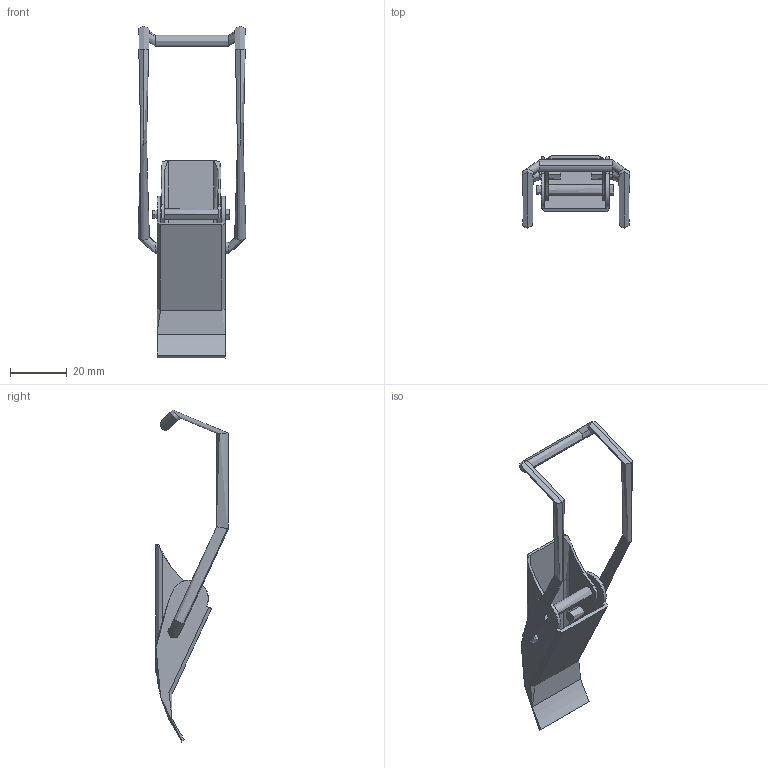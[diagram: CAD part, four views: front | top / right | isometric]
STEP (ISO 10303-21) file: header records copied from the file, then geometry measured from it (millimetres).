
FILE_DESCRIPTION( (''), '2;1');
FILE_NAME ('PC009.14932.TL-440_4269.stp','2025-09-18T14:03:39',(''),(''),'spGate 19.8.4 (****-****-****-****)','','');
FILE_SCHEMA (('AUTOMOTIVE_DESIGN'));
Length unit declared in the file: millimetre
Products named in the file (5): Assembly; レバー; シャフト; ベース; アーム
Assembly tree (4 placements, depth 2):
  Assembly
    レバー
    シャフト
    ベース
    アーム
Bounding box: 38 x 25.55 x 116.86 mm (x, y, z)
Volume: 7392.1 mm3; surface area: 10981.7 mm2
Topology: 4 solids, 4 shells, 103 faces, 288 edges, 192 vertices
Faces by surface type: cylinder 64, plane 22, bspline 17
Entity records: 6319 total; most frequent: CARTESIAN_POINT 1474, ORIENTED_EDGE 572, DIRECTION 518, COLOUR_RGB 393, PRESENTATION_STYLE_ASSIGNMENT 393, STYLED_ITEM 393, EDGE_CURVE 286, DRAUGHTING_PRE_DEFINED_CURVE_FONT 286
